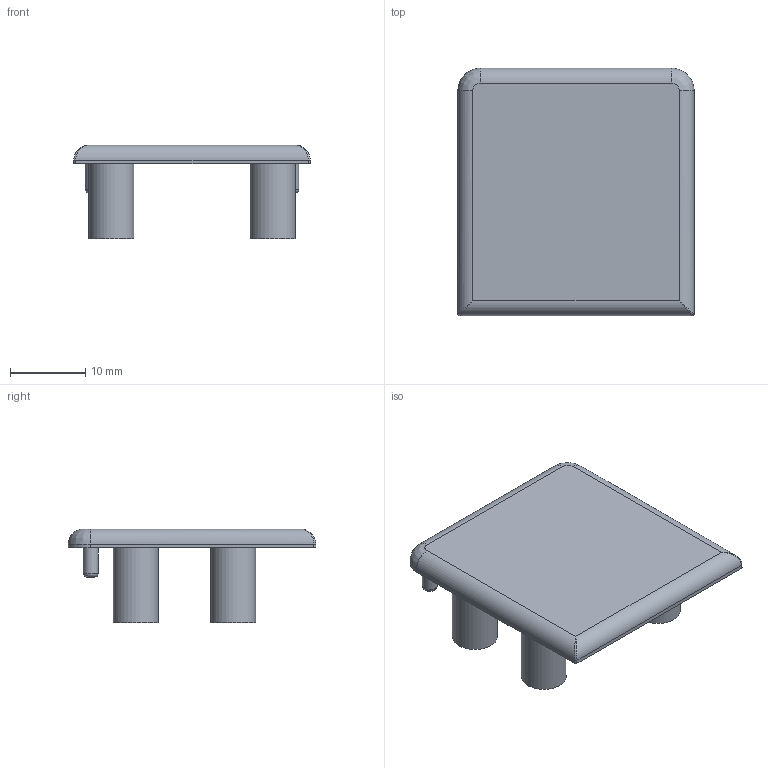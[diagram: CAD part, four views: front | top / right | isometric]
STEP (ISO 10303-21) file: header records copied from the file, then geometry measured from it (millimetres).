
FILE_DESCRIPTION(/* description */ ('TAPPO BINARIO SCORREVOLE'),/* implementation_level */ '2;1');
FILE_NAME(/* name */ 'DTPXX0000014.stp',/* time_stamp */ '2022-11-24T13:35:28+01:00',/* author */ ('tecnico7'),/* organization */ (''),/* preprocessor_version */ 'ST-DEVELOPER v18.1',/* originating_system */ 'Autodesk Inventor 2022',/* authorisation */ '');
FILE_SCHEMA (('AUTOMOTIVE_DESIGN { 1 0 10303 214 3 1 1 }'));
Length unit declared in the file: millimetre
Products named in the file (1): DTPXX0000014
Bounding box: 31.5 x 33 x 12.5 mm (x, y, z)
Volume: 3133.9 mm3; surface area: 3580 mm2
Topology: 1 solids, 1 shells, 40 faces, 78 edges, 48 vertices
Faces by surface type: cylinder 18, plane 16, bspline 6
Full cylindrical faces by diameter (mm): 2 x2, 4 x3, 4.026 x1, 6 x4
Entity records: 1833 total; most frequent: CARTESIAN_POINT 969, DIRECTION 180, ORIENTED_EDGE 152, EDGE_CURVE 76, AXIS2_PLACEMENT_3D 75, EDGE_LOOP 50, VERTEX_POINT 48, FACE_OUTER_BOUND 40
